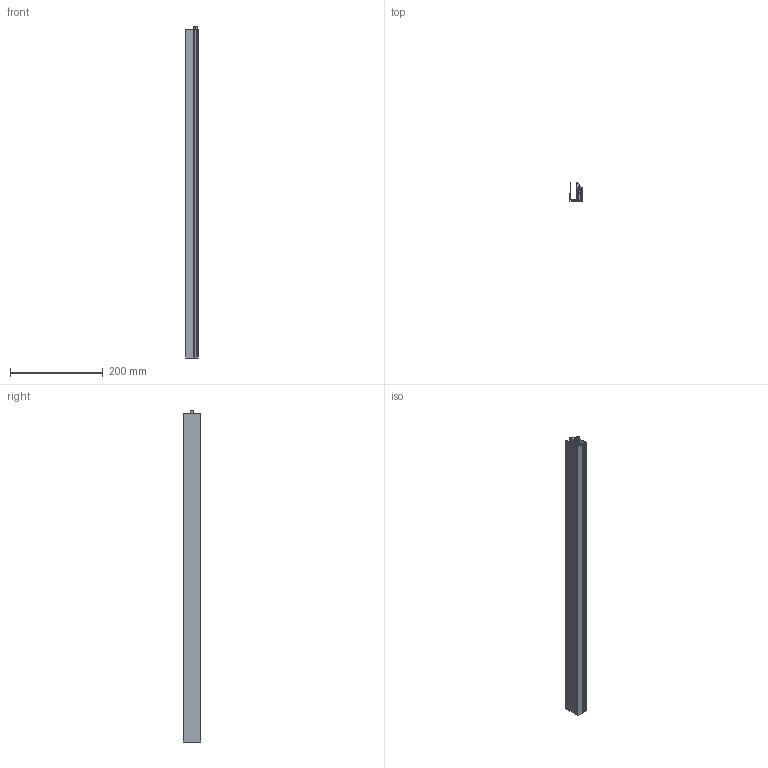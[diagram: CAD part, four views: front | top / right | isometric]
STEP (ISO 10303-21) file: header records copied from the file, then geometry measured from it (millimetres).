
FILE_DESCRIPTION (( 'STEP AP203' ), '1' );
FILE_NAME ('KG A12 schmal 709.STEP', '2025-03-07T15:28:44', ( '' ), ( '' ), 'SwSTEP 2.0', 'SolidWorks 2023', '' );
FILE_SCHEMA (( 'CONFIG_CONTROL_DESIGN' ));
Length unit declared in the file: millimetre
Products named in the file (5): Betätigungsteil_WA; Innengeometrie_WA_705; Aussengehäuse_WA_705; KG A12 schmal 709; Schutzprofil KG A12 schmal_709
Assembly tree (4 placements, depth 2):
  KG A12 schmal 709
    Schutzprofil KG A12 schmal_709
    Aussengehäuse_WA_705
    Betätigungsteil_WA
    Innengeometrie_WA_705
Bounding box: 26.65 x 38 x 717 mm (x, y, z)
Volume: 267505.2 mm3; surface area: 347470 mm2
Topology: 21 solids, 21 shells, 712 faces, 2002 edges, 1334 vertices
Faces by surface type: plane 369, bspline 288, cylinder 53, torus 2
Entity records: 37046 total; most frequent: CARTESIAN_POINT 19886, ORIENTED_EDGE 4004, DIRECTION 2400, EDGE_CURVE 2002, VERTEX_POINT 1334, LINE 1314, VECTOR 1314, EDGE_LOOP 794
